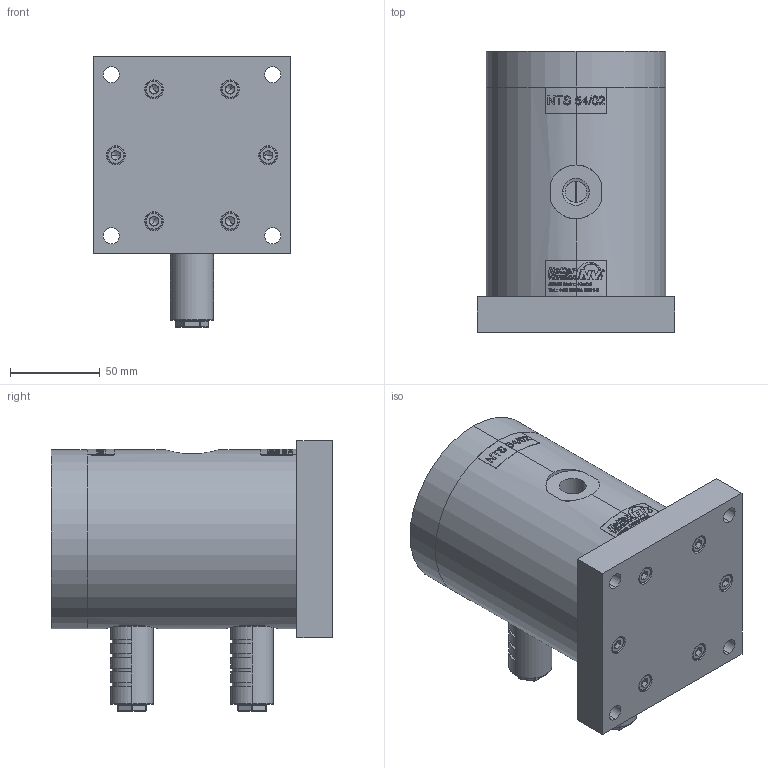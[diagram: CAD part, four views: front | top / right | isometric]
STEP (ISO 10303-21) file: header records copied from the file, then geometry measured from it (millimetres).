
FILE_DESCRIPTION (( 'STEP AP214' ), '1' );
FILE_NAME ('NTS 54-02 Kolbenvibrator #03507000.STEP', '2022-02-11T13:17:07', ( '' ), ( '' ), 'SwSTEP 2.0', 'SolidWorks 2015', '' );
FILE_SCHEMA (( 'AUTOMOTIVE_DESIGN' ));
Length unit declared in the file: millimetre
Products named in the file (1): NTS 54-02 Kolbenvibrator #03507000
Bounding box: 110 x 157 x 151 mm (x, y, z)
Volume: 1333502.1 mm3; surface area: 147487.3 mm2
Topology: 19 solids, 19 shells, 762 faces, 2365 edges, 1727 vertices
Faces by surface type: cylinder 319, plane 271, cone 86, torus 70, sphere 16
Entity records: 36771 total; most frequent: CARTESIAN_POINT 14839, ORIENTED_EDGE 4618, DIRECTION 4073, EDGE_CURVE 2309, VERTEX_POINT 1727, AXIS2_PLACEMENT_3D 1620, EDGE_LOOP 944, CIRCLE 857
